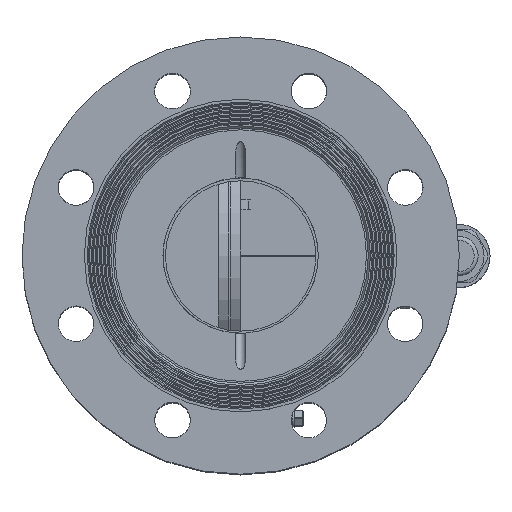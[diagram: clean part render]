
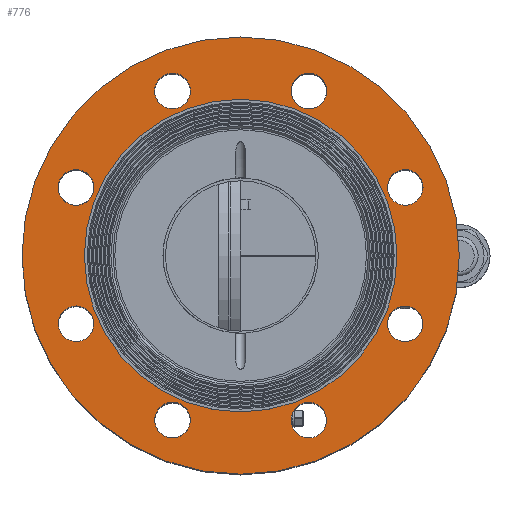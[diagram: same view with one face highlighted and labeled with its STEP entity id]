
A CAD part, top view. The second image highlights one B-rep face of the part: STEP entity #776.
In plain terms, the highlighted planar face has unit normal (0, 0, 1).
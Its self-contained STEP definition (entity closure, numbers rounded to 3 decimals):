
#776 = ADVANCED_FACE( '', ( #2157, #2158, #2159, #2160, #2161, #2162, #2163, #2164, #2165, #2166 ), #2167, .F. );
#2157 = FACE_BOUND( '', #4542, .T. );
#2158 = FACE_BOUND( '', #4543, .T. );
#2159 = FACE_BOUND( '', #4544, .T. );
#2160 = FACE_BOUND( '', #4545, .T. );
#2161 = FACE_BOUND( '', #4546, .T. );
#2162 = FACE_OUTER_BOUND( '', #4547, .T. );
#2163 = FACE_BOUND( '', #4548, .T. );
#2164 = FACE_BOUND( '', #4549, .T. );
#2165 = FACE_BOUND( '', #4550, .T. );
#2166 = FACE_BOUND( '', #4551, .T. );
#2167 = PLANE( '', #4552 );
#4542 = EDGE_LOOP( '', ( #8526 ) );
#4543 = EDGE_LOOP( '', ( #8527 ) );
#4544 = EDGE_LOOP( '', ( #8528 ) );
#4545 = EDGE_LOOP( '', ( #8529 ) );
#4546 = EDGE_LOOP( '', ( #8530 ) );
#4547 = EDGE_LOOP( '', ( #8531 ) );
#4548 = EDGE_LOOP( '', ( #8532 ) );
#4549 = EDGE_LOOP( '', ( #8533 ) );
#4550 = EDGE_LOOP( '', ( #8534 ) );
#4551 = EDGE_LOOP( '', ( #8535 ) );
#4552 = AXIS2_PLACEMENT_3D( '', #8536, #8537, #8538 );
#8526 = ORIENTED_EDGE( '', *, *, #13753, .T. );
#8527 = ORIENTED_EDGE( '', *, *, #13754, .T. );
#8528 = ORIENTED_EDGE( '', *, *, #13755, .T. );
#8529 = ORIENTED_EDGE( '', *, *, #13756, .T. );
#8530 = ORIENTED_EDGE( '', *, *, #13757, .T. );
#8531 = ORIENTED_EDGE( '', *, *, #13758, .F. );
#8532 = ORIENTED_EDGE( '', *, *, #13759, .T. );
#8533 = ORIENTED_EDGE( '', *, *, #13760, .T. );
#8534 = ORIENTED_EDGE( '', *, *, #13761, .T. );
#8535 = ORIENTED_EDGE( '', *, *, #13762, .T. );
#8536 = CARTESIAN_POINT( '', ( 0., 0., 238. ) );
#8537 = DIRECTION( '', ( 0., 0., -1. ) );
#8538 = DIRECTION( '', ( -1., 0., 0. ) );
#13753 = EDGE_CURVE( '', #16168, #16168, #16169, .T. );
#13754 = EDGE_CURVE( '', #16170, #16170, #16171, .T. );
#13755 = EDGE_CURVE( '', #16172, #16172, #16173, .T. );
#13756 = EDGE_CURVE( '', #16174, #16174, #16175, .T. );
#13757 = EDGE_CURVE( '', #16176, #16176, #16177, .T. );
#13758 = EDGE_CURVE( '', #16178, #16178, #16179, .T. );
#13759 = EDGE_CURVE( '', #16180, #16180, #16181, .T. );
#13760 = EDGE_CURVE( '', #16182, #16182, #16183, .T. );
#13761 = EDGE_CURVE( '', #16184, #16184, #16185, .T. );
#13762 = EDGE_CURVE( '', #16186, #16186, #16187, .T. );
#16168 = VERTEX_POINT( '', #21035 );
#16169 = CIRCLE( '', #21036, 9. );
#16170 = VERTEX_POINT( '', #21037 );
#16171 = CIRCLE( '', #21038, 9. );
#16172 = VERTEX_POINT( '', #21039 );
#16173 = CIRCLE( '', #21040, 9. );
#16174 = VERTEX_POINT( '', #21041 );
#16175 = CIRCLE( '', #21042, 9. );
#16176 = VERTEX_POINT( '', #21043 );
#16177 = CIRCLE( '', #21044, 79. );
#16178 = VERTEX_POINT( '', #21045 );
#16179 = CIRCLE( '', #21046, 110.5 );
#16180 = VERTEX_POINT( '', #21047 );
#16181 = CIRCLE( '', #21048, 9. );
#16182 = VERTEX_POINT( '', #21049 );
#16183 = CIRCLE( '', #21050, 9. );
#16184 = VERTEX_POINT( '', #21051 );
#16185 = CIRCLE( '', #21052, 9. );
#16186 = VERTEX_POINT( '', #21053 );
#16187 = CIRCLE( '', #21054, 9. );
#21035 = CARTESIAN_POINT( '', ( -25.441, 83.149, 238. ) );
#21036 = AXIS2_PLACEMENT_3D( '', #28172, #28173, #28174 );
#21037 = CARTESIAN_POINT( '', ( 83.149, 25.441, 238. ) );
#21038 = AXIS2_PLACEMENT_3D( '', #28175, #28176, #28177 );
#21039 = CARTESIAN_POINT( '', ( 25.441, -83.149, 238. ) );
#21040 = AXIS2_PLACEMENT_3D( '', #28178, #28179, #28180 );
#21041 = CARTESIAN_POINT( '', ( -83.149, -25.441, 238. ) );
#21042 = AXIS2_PLACEMENT_3D( '', #28181, #28182, #28183 );
#21043 = CARTESIAN_POINT( '', ( 79., 0., 238. ) );
#21044 = AXIS2_PLACEMENT_3D( '', #28184, #28185, #28186 );
#21045 = CARTESIAN_POINT( '', ( 110.5, 0., 238. ) );
#21046 = AXIS2_PLACEMENT_3D( '', #28187, #28188, #28189 );
#21047 = CARTESIAN_POINT( '', ( -40.805, -76.785, 238. ) );
#21048 = AXIS2_PLACEMENT_3D( '', #28190, #28191, #28192 );
#21049 = CARTESIAN_POINT( '', ( 76.785, -40.805, 238. ) );
#21050 = AXIS2_PLACEMENT_3D( '', #28193, #28194, #28195 );
#21051 = CARTESIAN_POINT( '', ( 40.805, 76.785, 238. ) );
#21052 = AXIS2_PLACEMENT_3D( '', #28196, #28197, #28198 );
#21053 = CARTESIAN_POINT( '', ( -76.785, 40.805, 238. ) );
#21054 = AXIS2_PLACEMENT_3D( '', #28199, #28200, #28201 );
#28172 = CARTESIAN_POINT( '', ( -34.441, 83.149, 238. ) );
#28173 = DIRECTION( '', ( 0., 0., -1. ) );
#28174 = DIRECTION( '', ( 1., 0., 0. ) );
#28175 = CARTESIAN_POINT( '', ( 83.149, 34.441, 238. ) );
#28176 = DIRECTION( '', ( 0., 0., -1. ) );
#28177 = DIRECTION( '', ( 0., -1., 0. ) );
#28178 = CARTESIAN_POINT( '', ( 34.441, -83.149, 238. ) );
#28179 = DIRECTION( '', ( 0., 0., -1. ) );
#28180 = DIRECTION( '', ( -1., 0., 0. ) );
#28181 = CARTESIAN_POINT( '', ( -83.149, -34.441, 238. ) );
#28182 = DIRECTION( '', ( 0., 0., -1. ) );
#28183 = DIRECTION( '', ( 0., 1., 0. ) );
#28184 = CARTESIAN_POINT( '', ( 0., 0., 238. ) );
#28185 = DIRECTION( '', ( 0., 0., -1. ) );
#28186 = DIRECTION( '', ( 1., 0., 0. ) );
#28187 = CARTESIAN_POINT( '', ( 0., 0., 238. ) );
#28188 = DIRECTION( '', ( 0., 0., -1. ) );
#28189 = DIRECTION( '', ( 1., 0., 0. ) );
#28190 = CARTESIAN_POINT( '', ( -34.441, -83.149, 238. ) );
#28191 = DIRECTION( '', ( 0., 0., -1. ) );
#28192 = DIRECTION( '', ( -0.707, 0.707, 0. ) );
#28193 = CARTESIAN_POINT( '', ( 83.149, -34.441, 238. ) );
#28194 = DIRECTION( '', ( 0., 0., -1. ) );
#28195 = DIRECTION( '', ( -0.707, -0.707, 0. ) );
#28196 = CARTESIAN_POINT( '', ( 34.441, 83.149, 238. ) );
#28197 = DIRECTION( '', ( 0., 0., -1. ) );
#28198 = DIRECTION( '', ( 0.707, -0.707, 0. ) );
#28199 = CARTESIAN_POINT( '', ( -83.149, 34.441, 238. ) );
#28200 = DIRECTION( '', ( 0., 0., -1. ) );
#28201 = DIRECTION( '', ( 0.707, 0.707, 0. ) );
